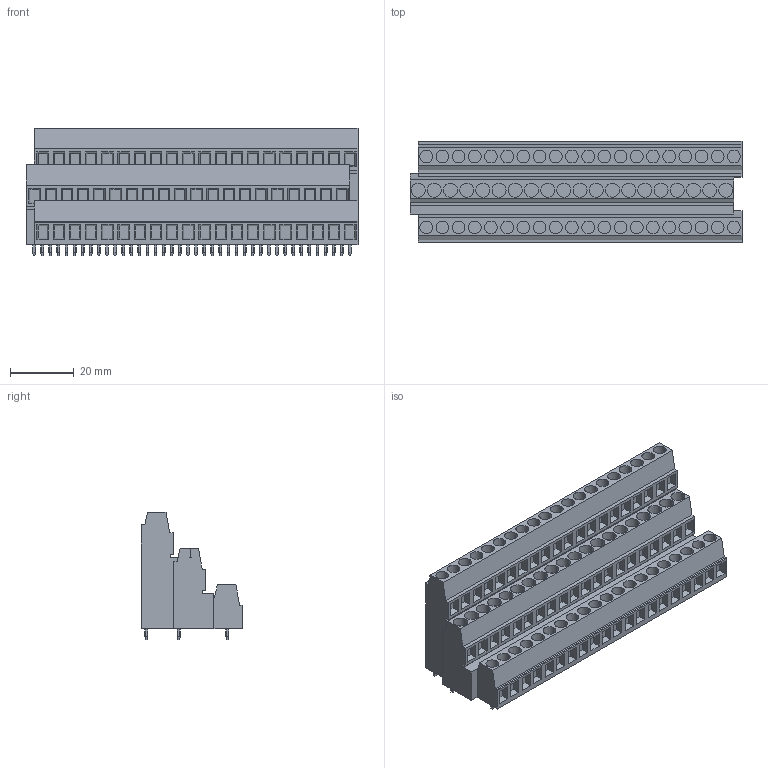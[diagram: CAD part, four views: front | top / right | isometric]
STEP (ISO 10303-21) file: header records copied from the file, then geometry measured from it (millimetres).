
FILE_DESCRIPTION(('CATIA V5 STEP','CAx-IF Rec.Pracs.--- Model Styling and Organization---1.2---2011-12-15'),'2;1');
FILE_NAME ('D1455763_0_1769800000_1769800000.stp','2018-09-08T03:59:12+00:00',('none'),('Weidmueller'),'CATIA Version 5-6 Release 2014','CATIA V5 STEP AP214','none');
FILE_SCHEMA(('AUTOMOTIVE_DESIGN { 1 0 10303 214 1 1 1 1 }'));
Length unit declared in the file: millimetre
Products named in the file (1): 1769800000
Bounding box: 104.14 x 31.8 x 40.1 mm (x, y, z)
Volume: 70107.9 mm3; surface area: 21585 mm2
Topology: 61 solids, 61 shells, 1357 faces, 3345 edges, 2230 vertices
Faces by surface type: plane 1236, cylinder 121
Entity records: 35133 total; most frequent: CARTESIAN_POINT 6698, ORIENTED_EDGE 6690, DIRECTION 4149, EDGE_CURVE 3345, VECTOR 2623, LINE 2623, VERTEX_POINT 2230, EDGE_LOOP 1477
